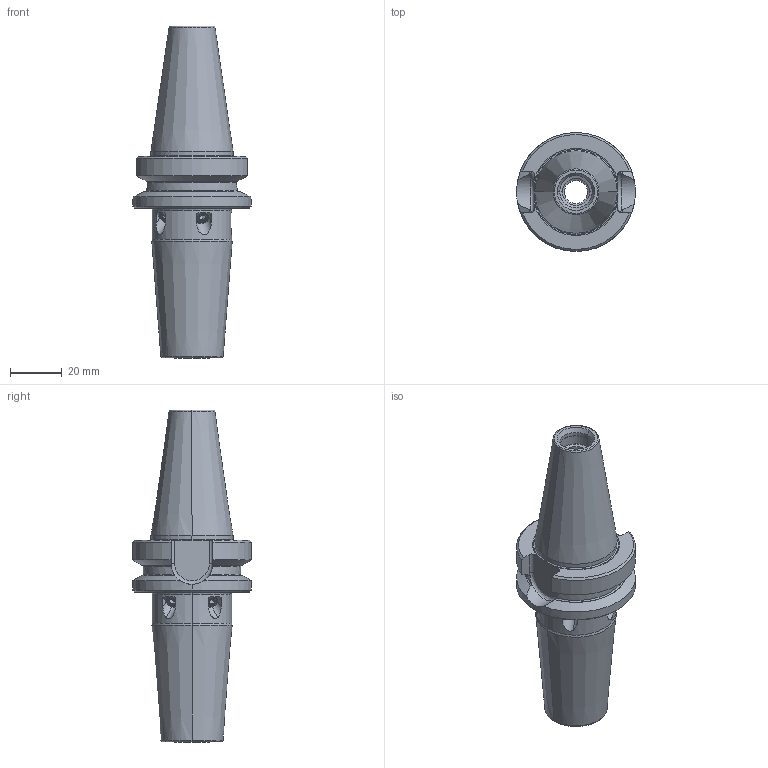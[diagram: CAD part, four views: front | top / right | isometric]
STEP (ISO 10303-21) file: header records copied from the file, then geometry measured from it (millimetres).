
FILE_DESCRIPTION (( 'STEP AP214' ), '1' );
FILE_NAME ('B2L3-0500.step','',( '' ),( '' ),'','','' );
FILE_SCHEMA (( 'AUTOMOTIVE_DESIGN' ));
Length unit declared in the file: millimetre
Products named in the file (1): B2L3-0500
Bounding box: 45.98 x 45.98 x 128.4 mm (x, y, z)
Volume: 75896.1 mm3; surface area: 19797.8 mm2
Topology: 1 solids, 6 shells, 288 faces, 652 edges, 362 vertices
Faces by surface type: cone 126, plane 96, cylinder 50, bspline 16
Entity records: 9057 total; most frequent: CARTESIAN_POINT 2919, DIRECTION 1295, ORIENTED_EDGE 1244, EDGE_CURVE 622, AXIS2_PLACEMENT_3D 512, VERTEX_POINT 362, EDGE_LOOP 306, FACE_OUTER_BOUND 288
